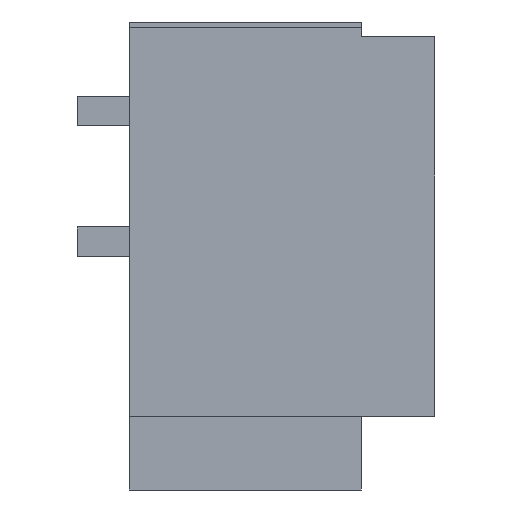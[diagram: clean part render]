
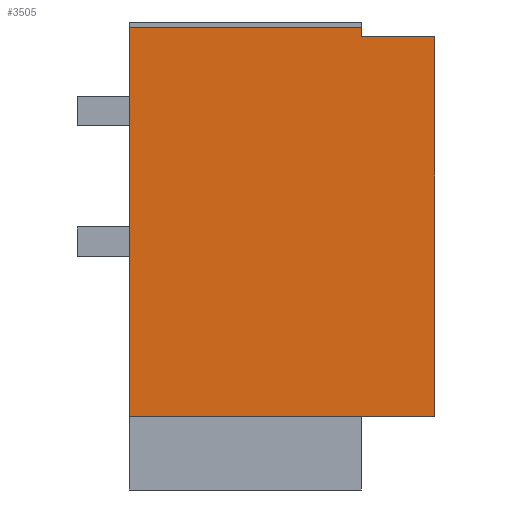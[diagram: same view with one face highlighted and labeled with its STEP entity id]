
A CAD part, left-side view. The second image highlights one B-rep face of the part: STEP entity #3505.
In plain terms, the highlighted planar face has unit normal (-1, 0, 0).
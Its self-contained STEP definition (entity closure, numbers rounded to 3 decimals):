
#126=DIRECTION('',(0.,0.,1.));
#127=VECTOR('',#126,265.);
#128=CARTESIAN_POINT('',(18.5,-35.5,-268.5));
#129=LINE('',#128,#127);
#954=DIRECTION('',(0.,0.,1.));
#955=VECTOR('',#954,6.5);
#956=CARTESIAN_POINT('',(18.5,-193.5,-10.));
#957=LINE('',#956,#955);
#974=DIRECTION('',(0.,0.,-1.));
#975=VECTOR('',#974,258.5);
#976=CARTESIAN_POINT('',(18.5,-243.5,-10.));
#977=LINE('',#976,#975);
#1102=DIRECTION('',(0.,-1.,0.));
#1103=VECTOR('',#1102,50.);
#1104=CARTESIAN_POINT('',(18.5,-193.5,-268.5));
#1105=LINE('',#1104,#1103);
#1126=DIRECTION('',(0.,1.,0.));
#1127=VECTOR('',#1126,158.);
#1128=CARTESIAN_POINT('',(18.5,-193.5,-268.5));
#1129=LINE('',#1128,#1127);
#1130=DIRECTION('',(0.,1.,0.));
#1131=VECTOR('',#1130,158.);
#1132=CARTESIAN_POINT('',(18.5,-193.5,-3.5));
#1133=LINE('',#1132,#1131);
#1258=DIRECTION('',(0.,1.,0.));
#1259=VECTOR('',#1258,50.);
#1260=CARTESIAN_POINT('',(18.5,-243.5,-10.));
#1261=LINE('',#1260,#1259);
#1794=CARTESIAN_POINT('',(18.5,-243.5,-10.));
#1795=CARTESIAN_POINT('',(18.5,-243.5,-268.5));
#1796=VERTEX_POINT('',#1794);
#1797=VERTEX_POINT('',#1795);
#1802=CARTESIAN_POINT('',(18.5,-35.5,-268.5));
#1803=VERTEX_POINT('',#1802);
#1804=CARTESIAN_POINT('',(18.5,-35.5,-3.5));
#1805=VERTEX_POINT('',#1804);
#1824=CARTESIAN_POINT('',(18.5,-193.5,-268.5));
#1825=VERTEX_POINT('',#1824);
#1828=CARTESIAN_POINT('',(18.5,-193.5,-10.));
#1829=VERTEX_POINT('',#1828);
#1832=CARTESIAN_POINT('',(18.5,-193.5,-3.5));
#1833=VERTEX_POINT('',#1832);
#3489=CARTESIAN_POINT('',(18.5,-243.5,-268.5));
#3490=DIRECTION('',(1.,0.,0.));
#3491=DIRECTION('',(0.,0.,1.));
#3492=AXIS2_PLACEMENT_3D('',#3489,#3490,#3491);
#3493=PLANE('',#3492);
#3494=ORIENTED_EDGE('',*,*,#3358,.T.);
#3495=ORIENTED_EDGE('',*,*,#3443,.F.);
#3496=ORIENTED_EDGE('',*,*,#1986,.T.);
#3497=ORIENTED_EDGE('',*,*,#2007,.T.);
#3499=ORIENTED_EDGE('',*,*,#3498,.F.);
#3500=ORIENTED_EDGE('',*,*,#3320,.F.);
#3502=ORIENTED_EDGE('',*,*,#3501,.F.);
#3503=EDGE_LOOP('',(#3494,#3495,#3496,#3497,#3499,#3500,#3502));
#3504=FACE_OUTER_BOUND('',#3503,.F.);
#3505=ADVANCED_FACE('',(#3504),#3493,.F.);
#1986=EDGE_CURVE('',#1825,#1803,#1129,.T.);
#2007=EDGE_CURVE('',#1803,#1805,#129,.T.);
#3320=EDGE_CURVE('',#1829,#1833,#957,.T.);
#3358=EDGE_CURVE('',#1796,#1797,#977,.T.);
#3443=EDGE_CURVE('',#1825,#1797,#1105,.T.);
#3498=EDGE_CURVE('',#1833,#1805,#1133,.T.);
#3501=EDGE_CURVE('',#1796,#1829,#1261,.T.);
